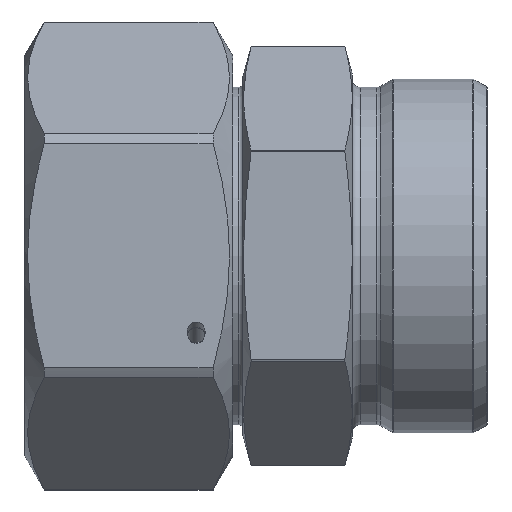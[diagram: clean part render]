
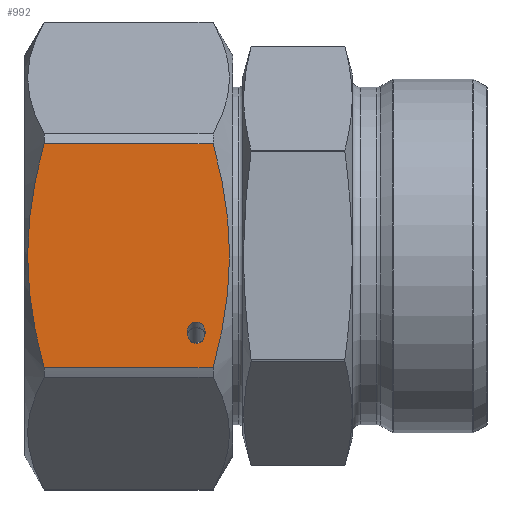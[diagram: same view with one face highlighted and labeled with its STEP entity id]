
A CAD part, top view. The second image highlights one B-rep face of the part: STEP entity #992.
In plain terms, the highlighted face is planar.
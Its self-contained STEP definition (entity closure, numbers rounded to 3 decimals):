
#669=ELLIPSE('',#2018,2.021,1.75);
#815=LINE('',#3174,#839);
#823=LINE('',#3196,#847);
#839=VECTOR('',#2275,1.);
#847=VECTOR('',#2297,1.);
#874=PLANE('',#2019);
#992=ADVANCED_FACE('',(#1106,#1107),#874,.F.);
#1106=FACE_BOUND('',#1240,.T.);
#1107=FACE_BOUND('',#1241,.T.);
#1240=EDGE_LOOP('',(#1505));
#1241=EDGE_LOOP('',(#1506,#1507,#1508,#1509));
#1505=ORIENTED_EDGE('',*,*,#1815,.T.);
#1506=ORIENTED_EDGE('',*,*,#1790,.T.);
#1507=ORIENTED_EDGE('',*,*,#1764,.T.);
#1508=ORIENTED_EDGE('',*,*,#1779,.T.);
#1509=ORIENTED_EDGE('',*,*,#1798,.T.);
#1631=VERTEX_POINT('',#3108);
#1632=VERTEX_POINT('',#3117);
#1644=VERTEX_POINT('',#3173);
#1652=VERTEX_POINT('',#3197);
#1670=VERTEX_POINT('',#3366);
#1764=EDGE_CURVE('',#1632,#1631,#1859,.T.);
#1779=EDGE_CURVE('',#1631,#1644,#815,.T.);
#1790=EDGE_CURVE('',#1652,#1632,#823,.T.);
#1798=EDGE_CURVE('',#1644,#1652,#1869,.T.);
#1815=EDGE_CURVE('',#1670,#1670,#669,.T.);
#1859=B_SPLINE_CURVE_WITH_KNOTS('',3,(#3109,#3110,#3111,#3112,#3113,#3114,
#3115,#3116),.UNSPECIFIED.,.F.,.F.,(4,2,2,4),(0.,0.5,0.75,1.),
 .UNSPECIFIED.);
#1869=B_SPLINE_CURVE_WITH_KNOTS('',3,(#3242,#3243,#3244,#3245,#3246,#3247,
#3248,#3249),.UNSPECIFIED.,.F.,.F.,(4,2,2,4),(0.,0.5,0.75,1.),
 .UNSPECIFIED.);
#2018=AXIS2_PLACEMENT_3D('',#3365,#2344,#2345);
#2019=AXIS2_PLACEMENT_3D('',#3367,#2346,#2347);
#2275=DIRECTION('',(1.,0.,0.));
#2297=DIRECTION('',(-1.,0.,0.));
#2344=DIRECTION('',(0.,0.5,-0.866));
#2345=DIRECTION('',(0.,-0.866,-0.5));
#2346=DIRECTION('',(0.,0.5,-0.866));
#2347=DIRECTION('',(0.,0.866,0.5));
#3108=CARTESIAN_POINT('',(3.753,-38.42,23.429));
#3109=CARTESIAN_POINT('',(3.753,-1.08,44.987));
#3110=CARTESIAN_POINT('',(1.803,-7.187,41.462));
#3111=CARTESIAN_POINT('',(0.584,-13.375,37.889));
#3112=CARTESIAN_POINT('',(0.574,-22.861,32.412));
#3113=CARTESIAN_POINT('',(0.873,-26.039,30.577));
#3114=CARTESIAN_POINT('',(1.976,-32.278,26.975));
#3115=CARTESIAN_POINT('',(2.776,-35.361,25.195));
#3116=CARTESIAN_POINT('',(3.753,-38.42,23.429));
#3117=CARTESIAN_POINT('',(3.753,-1.08,44.987));
#3173=CARTESIAN_POINT('',(36.247,-38.42,23.429));
#3174=CARTESIAN_POINT('',(0.,-38.42,23.429));
#3196=CARTESIAN_POINT('',(0.,-1.08,44.987));
#3197=CARTESIAN_POINT('',(36.247,-1.08,44.987));
#3242=CARTESIAN_POINT('',(36.247,-38.42,23.429));
#3243=CARTESIAN_POINT('',(38.197,-32.313,26.954));
#3244=CARTESIAN_POINT('',(39.416,-26.125,30.527));
#3245=CARTESIAN_POINT('',(39.426,-16.639,36.004));
#3246=CARTESIAN_POINT('',(39.127,-13.461,37.839));
#3247=CARTESIAN_POINT('',(38.024,-7.222,41.441));
#3248=CARTESIAN_POINT('',(37.224,-4.139,43.221));
#3249=CARTESIAN_POINT('',(36.247,-1.08,44.987));
#3365=CARTESIAN_POINT('',(33.,-32.55,26.818));
#3366=CARTESIAN_POINT('',(33.,-34.3,25.808));
#3367=CARTESIAN_POINT('',(40.,0.,45.611));
